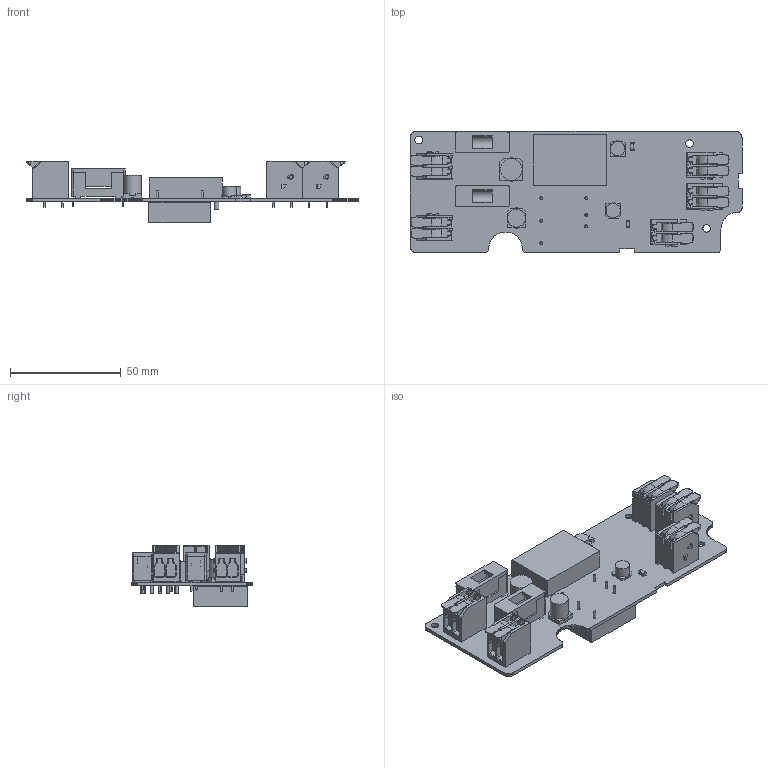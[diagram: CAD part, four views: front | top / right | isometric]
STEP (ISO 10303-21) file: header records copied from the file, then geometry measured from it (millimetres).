
FILE_DESCRIPTION(('KiCad electronic assembly'),'2;1');
FILE_NAME('GR-LRR-POWER-PCB.step','2024-03-25T17:11:28',('Pcbnew'),( 'Kicad'),'Open CASCADE STEP processor 7.7','KiCad to STEP converter' ,'Unknown');
FILE_SCHEMA(('AUTOMOTIVE_DESIGN { 1 0 10303 214 1 1 1 1 }'));
Length unit declared in the file: millimetre
Products named in the file (18): GR-LRR-POWER-PCB 1; UWZ1H100MCL1GB; COMPOUND; 2604-1102; SOLID; UWT1H221MNL1GS; C_1206_3216Metric; 696108003002; UWS-510-Q12P-C; UWT1H101MNL1GS; UEI15-033-Q12P-C; _autosave-GR-LRR-POWER-PCB-LOW-VOLTAGE PCB
Assembly tree (24 placements, depth 3):
  GR-LRR-POWER-PCB 1
    UWZ1H100MCL1GB  x2
      COMPOUND
    2604-1102  x5
      SOLID
    UWT1H221MNL1GS
      COMPOUND
    C_1206_3216Metric  x2
      SOLID
    696108003002  x2
      COMPOUND
    UWS-510-Q12P-C
      COMPOUND
    UWT1H101MNL1GS
      COMPOUND
    UEI15-033-Q12P-C
      COMPOUND
    _autosave-GR-LRR-POWER-PCB-LOW-VOLTAGE PCB
Bounding box: 150 x 55 x 27.68 mm (x, y, z)
Volume: 44743.7 mm3; surface area: 40977.1 mm2
Topology: 100 solids, 100 shells, 2159 faces, 5477 edges, 3564 vertices
Faces by surface type: plane 1430, cylinder 594, cone 135
Full cylindrical faces by diameter (mm): 1.07 x6, 1.27 x6, 1.37 x48, 1.397 x20, 1.5 x4, 1.57 x6, 1.93 x16, 2.13 x2, 3.429 x2, 3.568 x1, 6.462 x2, 8.078 x1, 9.792 x1
Entity records: 64340 total; most frequent: CARTESIAN_POINT 13269, DIRECTION 9158, LINE 5829, VECTOR 5829, ORIENTED_EDGE 4624, PCURVE 4624, DEFINITIONAL_REPRESENTATION 4624, EDGE_CURVE 2312
